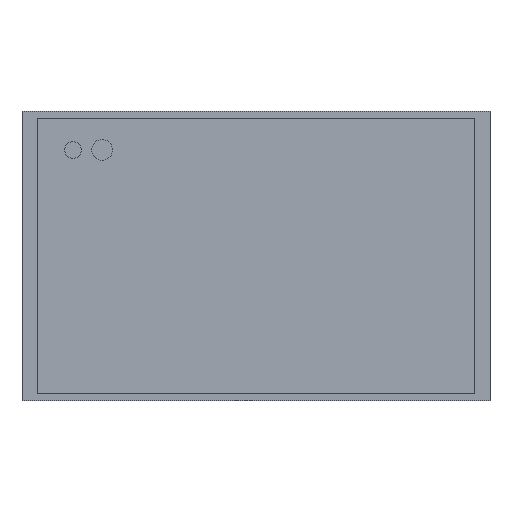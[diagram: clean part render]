
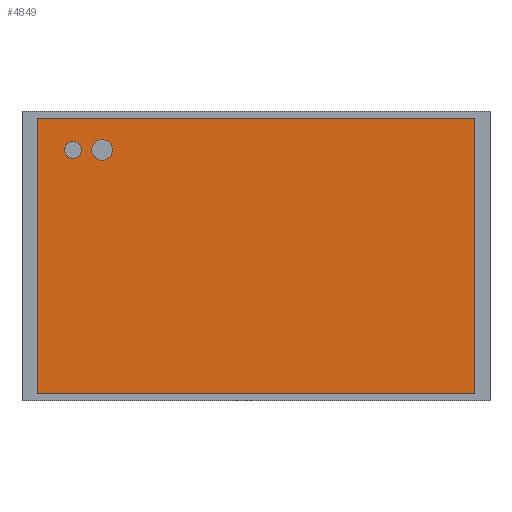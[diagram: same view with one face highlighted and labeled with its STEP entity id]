
A CAD part, front view. The second image highlights one B-rep face of the part: STEP entity #4849.
In plain terms, the highlighted planar face has unit normal (0, -1, 0).
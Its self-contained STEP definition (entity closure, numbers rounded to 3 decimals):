
#75=FACE_BOUND('',#684,.T.);
#76=FACE_BOUND('',#685,.T.);
#103=PLANE('',#5202);
#384=FACE_OUTER_BOUND('',#683,.T.);
#683=EDGE_LOOP('',(#3522,#3523,#3524,#3525));
#684=EDGE_LOOP('',(#3526));
#685=EDGE_LOOP('',(#3527));
#1003=LINE('',#6906,#1651);
#1005=LINE('',#6910,#1653);
#1007=LINE('',#6914,#1655);
#1009=LINE('',#6917,#1657);
#1651=VECTOR('',#5585,10.);
#1653=VECTOR('',#5589,10.);
#1655=VECTOR('',#5593,10.);
#1657=VECTOR('',#5597,10.);
#2269=CIRCLE('',#5181,20.);
#2271=CIRCLE('',#5185,25.);
#2305=VERTEX_POINT('',#6832);
#2307=VERTEX_POINT('',#6839);
#2328=VERTEX_POINT('',#6903);
#2329=VERTEX_POINT('',#6905);
#2330=VERTEX_POINT('',#6909);
#2331=VERTEX_POINT('',#6913);
#2762=EDGE_CURVE('',#2305,#2305,#2269,.T.);
#2765=EDGE_CURVE('',#2307,#2307,#2271,.T.);
#2795=EDGE_CURVE('',#2329,#2328,#1003,.T.);
#2797=EDGE_CURVE('',#2330,#2329,#1005,.T.);
#2799=EDGE_CURVE('',#2331,#2330,#1007,.T.);
#2801=EDGE_CURVE('',#2328,#2331,#1009,.T.);
#3522=ORIENTED_EDGE('',*,*,#2801,.T.);
#3523=ORIENTED_EDGE('',*,*,#2799,.T.);
#3524=ORIENTED_EDGE('',*,*,#2797,.T.);
#3525=ORIENTED_EDGE('',*,*,#2795,.T.);
#3526=ORIENTED_EDGE('',*,*,#2762,.T.);
#3527=ORIENTED_EDGE('',*,*,#2765,.T.);
#4849=ADVANCED_FACE('',(#384,#75,#76),#103,.T.);
#5181=AXIS2_PLACEMENT_3D('',#6834,#5519,#5520);
#5185=AXIS2_PLACEMENT_3D('',#6841,#5528,#5529);
#5202=AXIS2_PLACEMENT_3D('',#6918,#5598,#5599);
#5519=DIRECTION('center_axis',(0.,1.,0.));
#5520=DIRECTION('ref_axis',(1.,0.,0.));
#5528=DIRECTION('center_axis',(0.,1.,0.));
#5529=DIRECTION('ref_axis',(1.,0.,0.));
#5585=DIRECTION('',(-1.,0.,0.));
#5589=DIRECTION('',(0.,0.,1.));
#5593=DIRECTION('',(1.,0.,0.));
#5597=DIRECTION('',(0.,0.,-1.));
#5598=DIRECTION('center_axis',(0.,-1.,0.));
#5599=DIRECTION('ref_axis',(0.,0.,-1.));
#6832=CARTESIAN_POINT('',(-460.,-370.,255.));
#6834=CARTESIAN_POINT('Origin',(-440.,-370.,255.));
#6839=CARTESIAN_POINT('',(-395.,-370.,255.));
#6841=CARTESIAN_POINT('Origin',(-370.,-370.,255.));
#6903=CARTESIAN_POINT('',(-525.,-370.,330.));
#6905=CARTESIAN_POINT('',(525.,-370.,330.));
#6906=CARTESIAN_POINT('',(-525.,-370.,330.));
#6909=CARTESIAN_POINT('',(525.,-370.,-330.));
#6910=CARTESIAN_POINT('',(525.,-370.,330.));
#6913=CARTESIAN_POINT('',(-525.,-370.,-330.));
#6914=CARTESIAN_POINT('',(525.,-370.,-330.));
#6917=CARTESIAN_POINT('',(-525.,-370.,-330.));
#6918=CARTESIAN_POINT('Origin',(0.,-370.,0.));
